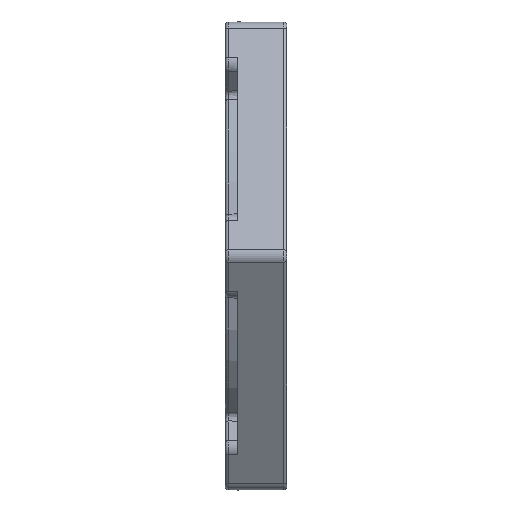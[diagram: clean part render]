
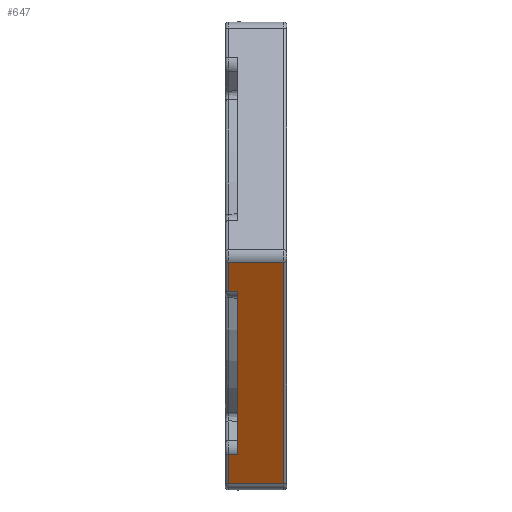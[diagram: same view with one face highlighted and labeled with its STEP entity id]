
A CAD part, left-side view. The second image highlights one B-rep face of the part: STEP entity #647.
In plain terms, the highlighted planar face has unit normal (-0.866, 0, -0.5).
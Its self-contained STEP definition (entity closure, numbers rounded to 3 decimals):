
#87 = ORIENTED_EDGE ( 'NONE', *, *, #2506, .T. ) ;
#182 = EDGE_CURVE ( 'NONE', #1563, #2572, #4956, .T. ) ;
#348 = CARTESIAN_POINT ( 'NONE',  ( -20.262, 3.964, -2.905 ) ) ;
#419 = DIRECTION ( 'NONE',  ( 0., -1., 0. ) ) ;
#447 = VECTOR ( 'NONE', #419, 1000. ) ;
#587 = ORIENTED_EDGE ( 'NONE', *, *, #5243, .T. ) ;
#620 = CARTESIAN_POINT ( 'NONE',  ( -20.291, 4.75, -2.855 ) ) ;
#636 = CARTESIAN_POINT ( 'NONE',  ( -11.258, 4.75, -18.5 ) ) ;
#647 = ADVANCED_FACE ( 'NONE', ( #2860 ), #5048, .F. ) ;
#677 = VECTOR ( 'NONE', #1273, 1000. ) ;
#681 = CARTESIAN_POINT ( 'NONE',  ( -12.997, 4., -15.489 ) ) ;
#822 = VECTOR ( 'NONE', #5068, 1000. ) ;
#873 = CARTESIAN_POINT ( 'NONE',  ( -21.651, 5., -0.5 ) ) ;
#883 = EDGE_CURVE ( 'NONE', #1563, #3642, #4672, .T. ) ;
#961 = CARTESIAN_POINT ( 'NONE',  ( -11.258, 0.25, -18.5 ) ) ;
#1027 = CARTESIAN_POINT ( 'NONE',  ( -10.97, 5., -19. ) ) ;
#1168 = VECTOR ( 'NONE', #2601, 1000. ) ;
#1245 = AXIS2_PLACEMENT_3D ( 'NONE', #1027, #5471, #1473 ) ;
#1273 = DIRECTION ( 'NONE',  ( 0.028, -0.998, -0.048 ) ) ;
#1316 = EDGE_CURVE ( 'NONE', #2052, #2994, #3057, .T. ) ;
#1436 = CARTESIAN_POINT ( 'NONE',  ( -12.646, 4., -16.097 ) ) ;
#1451 = CARTESIAN_POINT ( 'NONE',  ( -21.651, 4.75, -0.5 ) ) ;
#1473 = DIRECTION ( 'NONE',  ( 0.5, 0., -0.866 ) ) ;
#1535 = CARTESIAN_POINT ( 'NONE',  ( -12.625, 4.75, -16.133 ) ) ;
#1561 = CARTESIAN_POINT ( 'NONE',  ( -20.284, 4.75, -2.867 ) ) ;
#1563 = VERTEX_POINT ( 'NONE', #1436 ) ;
#1816 = VECTOR ( 'NONE', #4422, 1000. ) ;
#1865 = CARTESIAN_POINT ( 'NONE',  ( -11.258, 4.75, -18.5 ) ) ;
#2017 = VECTOR ( 'NONE', #4602, 1000. ) ;
#2052 = VERTEX_POINT ( 'NONE', #2302 ) ;
#2125 = LINE ( 'NONE', #3566, #1168 ) ;
#2302 = CARTESIAN_POINT ( 'NONE',  ( -21.651, 0.25, -0.5 ) ) ;
#2339 = LINE ( 'NONE', #5718, #447 ) ;
#2419 = LINE ( 'NONE', #348, #677 ) ;
#2506 = EDGE_CURVE ( 'NONE', #2994, #5094, #4714, .T. ) ;
#2572 = VERTEX_POINT ( 'NONE', #1535 ) ;
#2577 = ORIENTED_EDGE ( 'NONE', *, *, #883, .F. ) ;
#2601 = DIRECTION ( 'NONE',  ( -0.5, 0., 0.866 ) ) ;
#2701 = CARTESIAN_POINT ( 'NONE',  ( -12.613, 5.183, -16.154 ) ) ;
#2792 = ORIENTED_EDGE ( 'NONE', *, *, #1316, .T. ) ;
#2860 = FACE_OUTER_BOUND ( 'NONE', #5733, .T. ) ;
#2994 = VERTEX_POINT ( 'NONE', #1451 ) ;
#3057 = LINE ( 'NONE', #873, #1816 ) ;
#3221 = ORIENTED_EDGE ( 'NONE', *, *, #5252, .T. ) ;
#3259 = VERTEX_POINT ( 'NONE', #1865 ) ;
#3566 = CARTESIAN_POINT ( 'NONE',  ( -10.97, 0.25, -19. ) ) ;
#3616 = ORIENTED_EDGE ( 'NONE', *, *, #182, .T. ) ;
#3642 = VERTEX_POINT ( 'NONE', #3979 ) ;
#3677 = VECTOR ( 'NONE', #3819, 1000. ) ;
#3819 = DIRECTION ( 'NONE',  ( -0.5, 0., 0.866 ) ) ;
#3830 = VECTOR ( 'NONE', #5401, 1000. ) ;
#3950 = LINE ( 'NONE', #636, #822 ) ;
#3979 = CARTESIAN_POINT ( 'NONE',  ( -20.263, 4., -2.903 ) ) ;
#4067 = EDGE_CURVE ( 'NONE', #2572, #3259, #3950, .T. ) ;
#4270 = EDGE_CURVE ( 'NONE', #5094, #3642, #2419, .T. ) ;
#4422 = DIRECTION ( 'NONE',  ( 0., 1., 0. ) ) ;
#4602 = DIRECTION ( 'NONE',  ( 0.5, 0., -0.866 ) ) ;
#4672 = LINE ( 'NONE', #681, #3677 ) ;
#4714 = LINE ( 'NONE', #620, #2017 ) ;
#4866 = VERTEX_POINT ( 'NONE', #961 ) ;
#4956 = LINE ( 'NONE', #2701, #3830 ) ;
#5048 = PLANE ( 'NONE',  #1245 ) ;
#5068 = DIRECTION ( 'NONE',  ( 0.5, 0., -0.866 ) ) ;
#5094 = VERTEX_POINT ( 'NONE', #1561 ) ;
#5203 = ORIENTED_EDGE ( 'NONE', *, *, #4067, .T. ) ;
#5243 = EDGE_CURVE ( 'NONE', #4866, #2052, #2125, .T. ) ;
#5252 = EDGE_CURVE ( 'NONE', #3259, #4866, #2339, .T. ) ;
#5323 = ORIENTED_EDGE ( 'NONE', *, *, #4270, .T. ) ;
#5401 = DIRECTION ( 'NONE',  ( 0.028, 0.998, -0.048 ) ) ;
#5471 = DIRECTION ( 'NONE',  ( 0.866, 0., 0.5 ) ) ;
#5718 = CARTESIAN_POINT ( 'NONE',  ( -11.258, 5., -18.5 ) ) ;
#5733 = EDGE_LOOP ( 'NONE', ( #2792, #87, #5323, #2577, #3616, #5203, #3221, #587 ) ) ;
